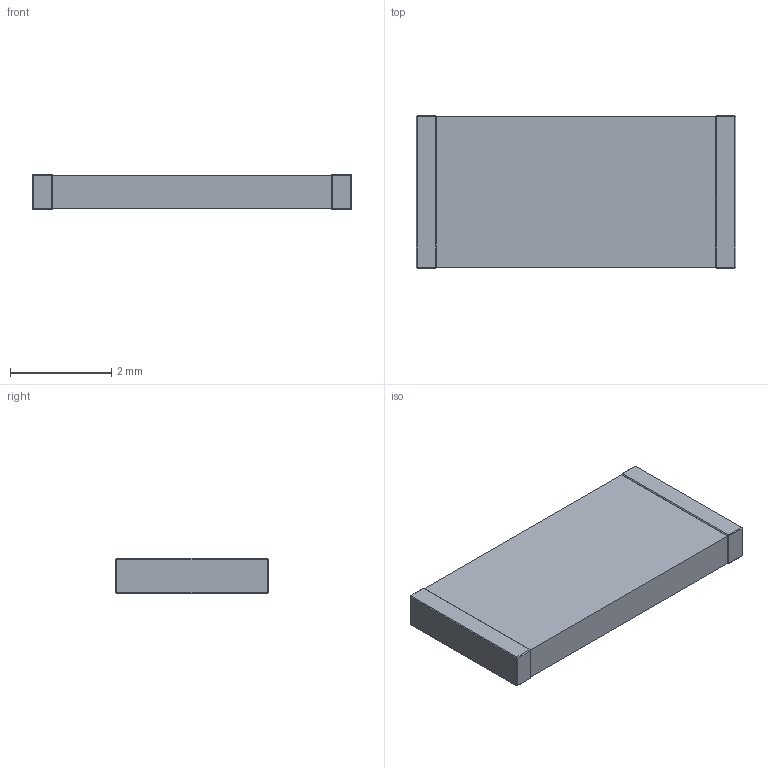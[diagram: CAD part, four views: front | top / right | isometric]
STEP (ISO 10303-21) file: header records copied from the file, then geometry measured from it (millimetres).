
FILE_DESCRIPTION(('for SolidWorks'),'2;1');
FILE_NAME('res_2512.step', '2016-05-06T13:38:42',('Alex'),(''),'Open CASCADE STEP processor 6.6', 'DipTrace','Unknown');
FILE_SCHEMA(('AUTOMOTIVE_DESIGN { 1 0 10303 214 1 1 1 1 }'));
Length unit declared in the file: millimetre
Products named in the file (1): RES_2512
Bounding box: 6.3 x 3 x 0.7 mm (x, y, z)
Volume: 12.4 mm3; surface area: 49.9 mm2
Topology: 1 solids, 1 shells, 39 faces, 104 edges, 68 vertices
Faces by surface type: plane 39
Entity records: 1472 total; most frequent: CARTESIAN_POINT 212, ORIENTED_EDGE 208, DIRECTION 184, EDGE_CURVE 104, LINE 104, VECTOR 104, VERTEX_POINT 68, AXIS2_PLACEMENT_3D 40
